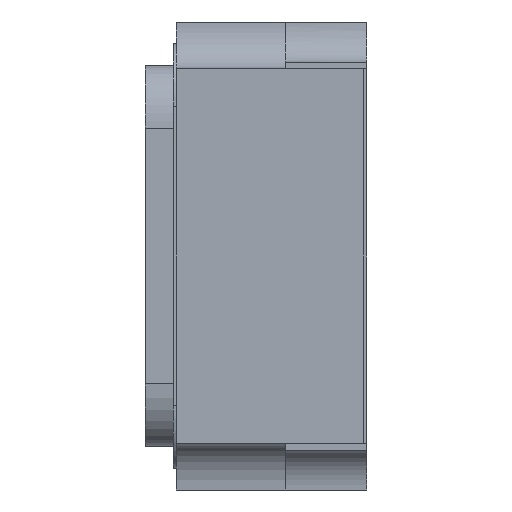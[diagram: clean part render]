
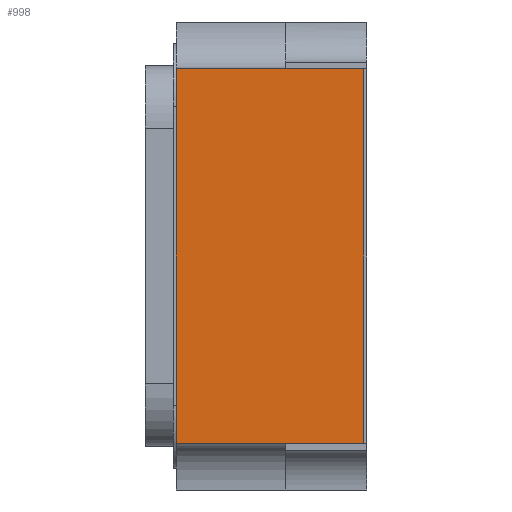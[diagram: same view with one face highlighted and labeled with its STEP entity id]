
A CAD part, left-side view. The second image highlights one B-rep face of the part: STEP entity #998.
In plain terms, the highlighted free-form (B-spline) face has degree [1, 1] with [2, 2] control points.
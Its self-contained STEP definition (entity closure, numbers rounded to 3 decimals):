
#659 = VERTEX_POINT('',#660);
#660 = CARTESIAN_POINT('',(-1.,0.008,0.48));
#669 = B_SPLINE_SURFACE_WITH_KNOTS('',1,1,(
    (#670,#671)
    ,(#672,#673
    )),.UNSPECIFIED.,.F.,.F.,.F.,(2,2),(2,2),(-1.5,
    0.),(0.,3.2),.PIECEWISE_BEZIER_KNOTS.);
#670 = CARTESIAN_POINT('',(-1.,0.008,-0.6));
#671 = CARTESIAN_POINT('',(1.,0.008,-0.6));
#672 = CARTESIAN_POINT('',(-1.,0.008,0.6));
#673 = CARTESIAN_POINT('',(1.,0.008,0.6));
#681 = ( BOUNDED_SURFACE() B_SPLINE_SURFACE(2,1,(
    (#682,#683)
    ,(#684,#685)
,(#686,#687
    )),.UNSPECIFIED.,.F.,.F.,.F.) B_SPLINE_SURFACE_WITH_KNOTS((3,3),(2,2
    ),(0.,1.571),(0.,0.6),.PIECEWISE_BEZIER_KNOTS.) 
GEOMETRIC_REPRESENTATION_ITEM() RATIONAL_B_SPLINE_SURFACE((
    (1.,1.)
    ,(0.707,0.707)
,(1.,1.))) REPRESENTATION_ITEM('') SURFACE() );
#682 = CARTESIAN_POINT('',(-1.,0.488,0.48));
#683 = CARTESIAN_POINT('',(-1.,0.008,0.48));
#684 = CARTESIAN_POINT('',(-0.906,0.488,0.48));
#685 = CARTESIAN_POINT('',(-0.906,0.008,0.48));
#686 = CARTESIAN_POINT('',(-0.906,0.488,0.6));
#687 = CARTESIAN_POINT('',(-0.906,0.008,0.6));
#695 = EDGE_CURVE('',#696,#659,#698,.T.);
#696 = VERTEX_POINT('',#697);
#697 = CARTESIAN_POINT('',(-1.,0.008,-0.48));
#698 = SURFACE_CURVE('',#699,(#702,#708),.PCURVE_S1.);
#699 = B_SPLINE_CURVE_WITH_KNOTS('',1,(#700,#701),.UNSPECIFIED.,.F.,.F.,
  (2,2),(-1.35,-0.15),.PIECEWISE_BEZIER_KNOTS.);
#700 = CARTESIAN_POINT('',(-1.,0.008,-0.48));
#701 = CARTESIAN_POINT('',(-1.,0.008,0.48));
#702 = PCURVE('',#669,#703);
#703 = DEFINITIONAL_REPRESENTATION('',(#704),#707);
#704 = B_SPLINE_CURVE_WITH_KNOTS('',1,(#705,#706),.UNSPECIFIED.,.F.,.F.,
  (2,2),(-1.35,-0.15),.PIECEWISE_BEZIER_KNOTS.);
#705 = CARTESIAN_POINT('',(-1.35,0.));
#706 = CARTESIAN_POINT('',(-0.15,0.));
#707 = ( GEOMETRIC_REPRESENTATION_CONTEXT(2) 
PARAMETRIC_REPRESENTATION_CONTEXT() REPRESENTATION_CONTEXT('2D SPACE',''
  ) );
#708 = PCURVE('',#709,#714);
#709 = B_SPLINE_SURFACE_WITH_KNOTS('',1,1,(
    (#710,#711)
    ,(#712,#713
    )),.UNSPECIFIED.,.F.,.F.,.F.,(2,2),(2,2),(-291550.6,
    -291549.4),(-0.6,0.),.PIECEWISE_BEZIER_KNOTS.);
#710 = CARTESIAN_POINT('',(-1.,0.008,-0.48));
#711 = CARTESIAN_POINT('',(-1.,0.488,-0.48));
#712 = CARTESIAN_POINT('',(-1.,0.008,0.48));
#713 = CARTESIAN_POINT('',(-1.,0.488,0.48));
#714 = DEFINITIONAL_REPRESENTATION('',(#715),#718);
#715 = B_SPLINE_CURVE_WITH_KNOTS('',1,(#716,#717),.UNSPECIFIED.,.F.,.F.,
  (2,2),(-1.35,-0.15),.PIECEWISE_BEZIER_KNOTS.);
#716 = CARTESIAN_POINT('',(-291550.6,-0.6));
#717 = CARTESIAN_POINT('',(-291549.4,-0.6));
#718 = ( GEOMETRIC_REPRESENTATION_CONTEXT(2) 
PARAMETRIC_REPRESENTATION_CONTEXT() REPRESENTATION_CONTEXT('2D SPACE',''
  ) );
#736 = ( BOUNDED_SURFACE() B_SPLINE_SURFACE(2,1,(
    (#737,#738)
    ,(#739,#740)
,(#741,#742
    )),.UNSPECIFIED.,.F.,.F.,.F.) B_SPLINE_SURFACE_WITH_KNOTS((3,3),(2,2
    ),(1.571,3.142),(0.,0.6),
.PIECEWISE_BEZIER_KNOTS.) GEOMETRIC_REPRESENTATION_ITEM() 
RATIONAL_B_SPLINE_SURFACE((
    (1.,1.)
    ,(0.707,0.707)
,(1.,1.))) REPRESENTATION_ITEM('') SURFACE() );
#737 = CARTESIAN_POINT('',(-0.906,0.488,-0.6));
#738 = CARTESIAN_POINT('',(-0.906,0.008,-0.6));
#739 = CARTESIAN_POINT('',(-0.906,0.488,-0.48));
#740 = CARTESIAN_POINT('',(-0.906,0.008,-0.48));
#741 = CARTESIAN_POINT('',(-1.,0.488,-0.48));
#742 = CARTESIAN_POINT('',(-1.,0.008,-0.48));
#902 = B_SPLINE_SURFACE_WITH_KNOTS('',1,1,(
    (#903,#904)
    ,(#905,#906
    )),.UNSPECIFIED.,.F.,.F.,.F.,(2,2),(2,2),(-1.5,
    0.),(0.,3.2),.PIECEWISE_BEZIER_KNOTS.);
#903 = CARTESIAN_POINT('',(-1.,0.488,-0.6));
#904 = CARTESIAN_POINT('',(1.,0.488,-0.6));
#905 = CARTESIAN_POINT('',(-1.,0.488,0.6));
#906 = CARTESIAN_POINT('',(1.,0.488,0.6));
#956 = EDGE_CURVE('',#659,#957,#959,.T.);
#957 = VERTEX_POINT('',#958);
#958 = CARTESIAN_POINT('',(-1.,0.488,0.48));
#959 = SURFACE_CURVE('',#960,(#963,#970),.PCURVE_S1.);
#960 = B_SPLINE_CURVE_WITH_KNOTS('',1,(#961,#962),.UNSPECIFIED.,.F.,.F.,
  (2,2),(-0.6,0.),.PIECEWISE_BEZIER_KNOTS.);
#961 = CARTESIAN_POINT('',(-1.,0.008,0.48));
#962 = CARTESIAN_POINT('',(-1.,0.488,0.48));
#963 = PCURVE('',#681,#964);
#964 = DEFINITIONAL_REPRESENTATION('',(#965),#969);
#965 = B_SPLINE_CURVE_WITH_KNOTS('',2,(#966,#967,#968),.UNSPECIFIED.,.F.
  ,.F.,(3,3),(-0.6,0.),.PIECEWISE_BEZIER_KNOTS.);
#966 = CARTESIAN_POINT('',(0.,0.6));
#967 = CARTESIAN_POINT('',(0.,0.3));
#968 = CARTESIAN_POINT('',(0.,0.));
#969 = ( GEOMETRIC_REPRESENTATION_CONTEXT(2) 
PARAMETRIC_REPRESENTATION_CONTEXT() REPRESENTATION_CONTEXT('2D SPACE',''
  ) );
#970 = PCURVE('',#709,#971);
#971 = DEFINITIONAL_REPRESENTATION('',(#972),#975);
#972 = B_SPLINE_CURVE_WITH_KNOTS('',1,(#973,#974),.UNSPECIFIED.,.F.,.F.,
  (2,2),(-0.6,0.),.PIECEWISE_BEZIER_KNOTS.);
#973 = CARTESIAN_POINT('',(-291549.4,-0.6));
#974 = CARTESIAN_POINT('',(-291549.4,0.));
#975 = ( GEOMETRIC_REPRESENTATION_CONTEXT(2) 
PARAMETRIC_REPRESENTATION_CONTEXT() REPRESENTATION_CONTEXT('2D SPACE',''
  ) );
#998 = ADVANCED_FACE('',(#999),#709,.T.);
#999 = FACE_BOUND('',#1000,.T.);
#1000 = EDGE_LOOP('',(#1001,#1021,#1040,#1041));
#1001 = ORIENTED_EDGE('',*,*,#1002,.T.);
#1002 = EDGE_CURVE('',#957,#1003,#1005,.T.);
#1003 = VERTEX_POINT('',#1004);
#1004 = CARTESIAN_POINT('',(-1.,0.488,-0.48));
#1005 = SURFACE_CURVE('',#1006,(#1009,#1015),.PCURVE_S1.);
#1006 = B_SPLINE_CURVE_WITH_KNOTS('',1,(#1007,#1008),.UNSPECIFIED.,.F.,
  .F.,(2,2),(291549.4,291550.6),.PIECEWISE_BEZIER_KNOTS.);
#1007 = CARTESIAN_POINT('',(-1.,0.488,0.48));
#1008 = CARTESIAN_POINT('',(-1.,0.488,-0.48));
#1009 = PCURVE('',#709,#1010);
#1010 = DEFINITIONAL_REPRESENTATION('',(#1011),#1014);
#1011 = B_SPLINE_CURVE_WITH_KNOTS('',1,(#1012,#1013),.UNSPECIFIED.,.F.,
  .F.,(2,2),(291549.4,291550.6),.PIECEWISE_BEZIER_KNOTS.);
#1012 = CARTESIAN_POINT('',(-291549.4,0.));
#1013 = CARTESIAN_POINT('',(-291550.6,0.));
#1014 = ( GEOMETRIC_REPRESENTATION_CONTEXT(2) 
PARAMETRIC_REPRESENTATION_CONTEXT() REPRESENTATION_CONTEXT('2D SPACE',''
  ) );
#1015 = PCURVE('',#902,#1016);
#1016 = DEFINITIONAL_REPRESENTATION('',(#1017),#1020);
#1017 = B_SPLINE_CURVE_WITH_KNOTS('',1,(#1018,#1019),.UNSPECIFIED.,.F.,
  .F.,(2,2),(291549.4,291550.6),.PIECEWISE_BEZIER_KNOTS.);
#1018 = CARTESIAN_POINT('',(-0.15,0.));
#1019 = CARTESIAN_POINT('',(-1.35,0.));
#1020 = ( GEOMETRIC_REPRESENTATION_CONTEXT(2) 
PARAMETRIC_REPRESENTATION_CONTEXT() REPRESENTATION_CONTEXT('2D SPACE',''
  ) );
#1021 = ORIENTED_EDGE('',*,*,#1022,.T.);
#1022 = EDGE_CURVE('',#1003,#696,#1023,.T.);
#1023 = SURFACE_CURVE('',#1024,(#1027,#1033),.PCURVE_S1.);
#1024 = B_SPLINE_CURVE_WITH_KNOTS('',1,(#1025,#1026),.UNSPECIFIED.,.F.,
  .F.,(2,2),(0.,0.6),.PIECEWISE_BEZIER_KNOTS.);
#1025 = CARTESIAN_POINT('',(-1.,0.488,-0.48));
#1026 = CARTESIAN_POINT('',(-1.,0.008,-0.48));
#1027 = PCURVE('',#709,#1028);
#1028 = DEFINITIONAL_REPRESENTATION('',(#1029),#1032);
#1029 = B_SPLINE_CURVE_WITH_KNOTS('',1,(#1030,#1031),.UNSPECIFIED.,.F.,
  .F.,(2,2),(0.,0.6),.PIECEWISE_BEZIER_KNOTS.);
#1030 = CARTESIAN_POINT('',(-291550.6,0.));
#1031 = CARTESIAN_POINT('',(-291550.6,-0.6));
#1032 = ( GEOMETRIC_REPRESENTATION_CONTEXT(2) 
PARAMETRIC_REPRESENTATION_CONTEXT() REPRESENTATION_CONTEXT('2D SPACE',''
  ) );
#1033 = PCURVE('',#736,#1034);
#1034 = DEFINITIONAL_REPRESENTATION('',(#1035),#1039);
#1035 = B_SPLINE_CURVE_WITH_KNOTS('',2,(#1036,#1037,#1038),
  .UNSPECIFIED.,.F.,.F.,(3,3),(0.,0.6),.PIECEWISE_BEZIER_KNOTS.);
#1036 = CARTESIAN_POINT('',(3.142,0.));
#1037 = CARTESIAN_POINT('',(3.142,0.3));
#1038 = CARTESIAN_POINT('',(3.142,0.6));
#1039 = ( GEOMETRIC_REPRESENTATION_CONTEXT(2) 
PARAMETRIC_REPRESENTATION_CONTEXT() REPRESENTATION_CONTEXT('2D SPACE',''
  ) );
#1040 = ORIENTED_EDGE('',*,*,#695,.T.);
#1041 = ORIENTED_EDGE('',*,*,#956,.T.);
